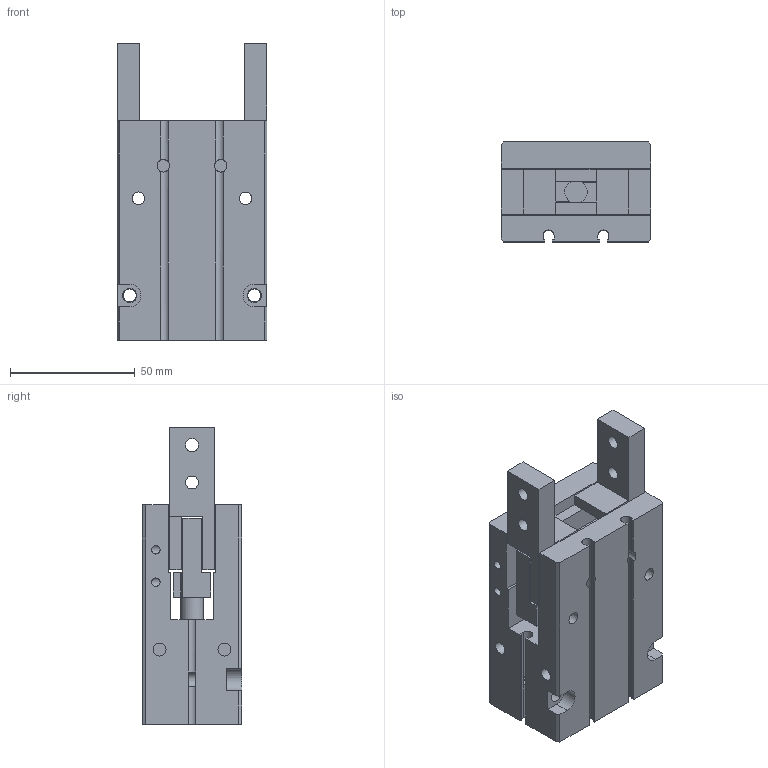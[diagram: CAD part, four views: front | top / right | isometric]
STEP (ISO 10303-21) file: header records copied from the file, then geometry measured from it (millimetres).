
FILE_DESCRIPTION((''),'2;1');
FILE_NAME('ACHP32STEP','2012-11-27T08:55:41',('Administrator'),(''),'CADlook_v9.0','Cimatron E 8.0','');
FILE_SCHEMA(('AUTOMOTIVE_DESIGN { 1 2 10303 214 0 1 1 1 }'));
Length unit declared in the file: millimetre
Bounding box: 60 x 40 x 119 mm (x, y, z)
Volume: 180173.2 mm3; surface area: 48789.5 mm2
Topology: 3 solids, 3 shells, 180 faces, 562 edges, 393 vertices
Faces by surface type: plane 116, cylinder 64
Full cylindrical faces by diameter (mm): 3.4 x4, 4.2 x2, 5 x10, 5.2 x12, 5.7 x2, 9 x1, 34 x1
Entity records: 8315 total; most frequent: CARTESIAN_POINT 1722, ORIENTED_EDGE 1054, DIRECTION 1040, EDGE_CURVE 527, VERTEX_POINT 393, AXIS2_PLACEMENT_3D 361, VECTOR 318, LINE 318
